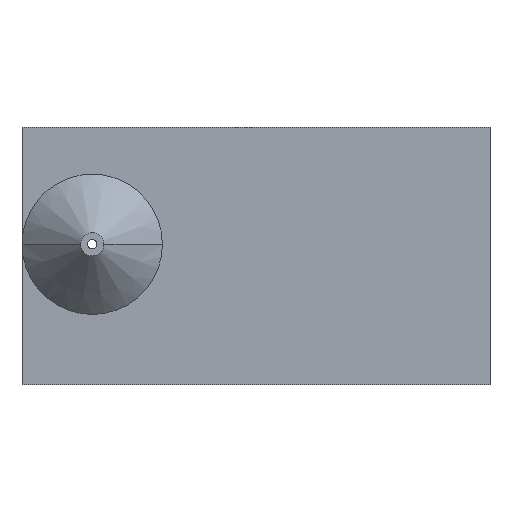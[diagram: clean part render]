
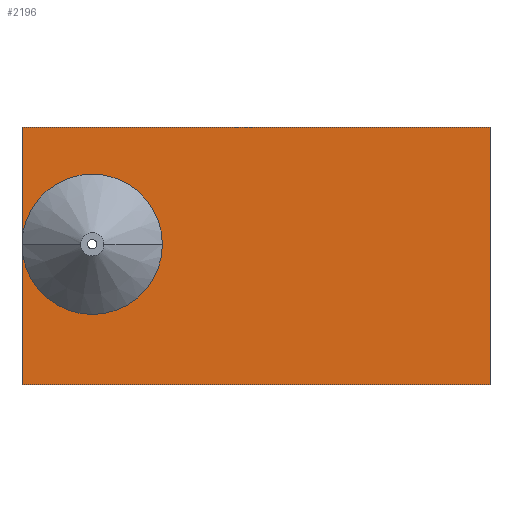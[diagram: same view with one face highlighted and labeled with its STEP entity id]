
A CAD part, front view. The second image highlights one B-rep face of the part: STEP entity #2196.
In plain terms, the highlighted planar face has unit normal (0, -1, 0).
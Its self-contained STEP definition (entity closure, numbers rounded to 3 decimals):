
#1031 = PLANE('',#1032);
#1032 = AXIS2_PLACEMENT_3D('',#1033,#1034,#1035);
#1033 = CARTESIAN_POINT('',(17.,5.,5.));
#1034 = DIRECTION('',(-1.,0.,0.));
#1035 = DIRECTION('',(0.,0.,1.));
#1816 = CYLINDRICAL_SURFACE('',#1817,3.);
#1817 = AXIS2_PLACEMENT_3D('',#1818,#1819,#1820);
#1818 = CARTESIAN_POINT('',(0.,0.,0.));
#1819 = DIRECTION('',(0.,1.,-0.));
#1820 = DIRECTION('',(-1.,0.,0.));
#1851 = VERTEX_POINT('',#1852);
#1852 = CARTESIAN_POINT('',(3.,0.,0.));
#1865 = CYLINDRICAL_SURFACE('',#1866,3.);
#1866 = AXIS2_PLACEMENT_3D('',#1867,#1868,#1869);
#1867 = CARTESIAN_POINT('',(0.,0.,0.));
#1868 = DIRECTION('',(0.,1.,-0.));
#1869 = DIRECTION('',(-1.,0.,0.));
#1876 = EDGE_CURVE('',#1877,#1851,#1879,.T.);
#1877 = VERTEX_POINT('',#1878);
#1878 = CARTESIAN_POINT('',(-3.,0.,0.));
#1879 = SURFACE_CURVE('',#1880,(#1885,#1891),.PCURVE_S1.);
#1880 = CIRCLE('',#1881,3.);
#1881 = AXIS2_PLACEMENT_3D('',#1882,#1883,#1884);
#1882 = CARTESIAN_POINT('',(0.,0.,0.));
#1883 = DIRECTION('',(0.,1.,0.));
#1884 = DIRECTION('',(-1.,0.,0.));
#1885 = PCURVE('',#1816,#1886);
#1886 = DEFINITIONAL_REPRESENTATION('',(#1887),#1890);
#1887 = B_SPLINE_CURVE_WITH_KNOTS('',1,(#1888,#1889),.UNSPECIFIED.,.F.,
  .F.,(2,2),(0.,3.142),.PIECEWISE_BEZIER_KNOTS.);
#1888 = CARTESIAN_POINT('',(0.,0.));
#1889 = CARTESIAN_POINT('',(3.142,0.));
#1890 = ( GEOMETRIC_REPRESENTATION_CONTEXT(2) 
PARAMETRIC_REPRESENTATION_CONTEXT() REPRESENTATION_CONTEXT('2D SPACE',''
  ) );
#1891 = PCURVE('',#1892,#1897);
#1892 = PLANE('',#1893);
#1893 = AXIS2_PLACEMENT_3D('',#1894,#1895,#1896);
#1894 = CARTESIAN_POINT('',(17.,0.,-6.));
#1895 = DIRECTION('',(0.,-1.,0.));
#1896 = DIRECTION('',(0.,-0.,-1.));
#1897 = DEFINITIONAL_REPRESENTATION('',(#1898),#1906);
#1898 = ( BOUNDED_CURVE() B_SPLINE_CURVE(2,(#1899,#1900,#1901,#1902,
#1903,#1904,#1905),.UNSPECIFIED.,.T.,.F.) B_SPLINE_CURVE_WITH_KNOTS((1,2
    ,2,2,2,1),(-2.094,0.,2.094,4.189,
6.283,8.378),.UNSPECIFIED.) CURVE() 
GEOMETRIC_REPRESENTATION_ITEM() RATIONAL_B_SPLINE_CURVE((1.,0.5,1.,0.5,
1.,0.5,1.)) REPRESENTATION_ITEM('') );
#1899 = CARTESIAN_POINT('',(-6.,-20.));
#1900 = CARTESIAN_POINT('',(-11.196,-20.));
#1901 = CARTESIAN_POINT('',(-8.598,-15.5));
#1902 = CARTESIAN_POINT('',(-6.,-11.));
#1903 = CARTESIAN_POINT('',(-3.402,-15.5));
#1904 = CARTESIAN_POINT('',(-0.804,-20.));
#1905 = CARTESIAN_POINT('',(-6.,-20.));
#1906 = ( GEOMETRIC_REPRESENTATION_CONTEXT(2) 
PARAMETRIC_REPRESENTATION_CONTEXT() REPRESENTATION_CONTEXT('2D SPACE',''
  ) );
#1909 = VERTEX_POINT('',#1910);
#1910 = CARTESIAN_POINT('',(-3.,0.,0.));
#2080 = PLANE('',#2081);
#2081 = AXIS2_PLACEMENT_3D('',#2082,#2083,#2084);
#2082 = CARTESIAN_POINT('',(-3.,5.,5.));
#2083 = DIRECTION('',(1.,-0.,0.));
#2084 = DIRECTION('',(0.,0.,-1.));
#2108 = PLANE('',#2109);
#2109 = AXIS2_PLACEMENT_3D('',#2110,#2111,#2112);
#2110 = CARTESIAN_POINT('',(-3.,5.,5.));
#2111 = DIRECTION('',(0.,0.,-1.));
#2112 = DIRECTION('',(-1.,0.,0.));
#2157 = PLANE('',#2158);
#2158 = AXIS2_PLACEMENT_3D('',#2159,#2160,#2161);
#2159 = CARTESIAN_POINT('',(-3.,5.,-6.));
#2160 = DIRECTION('',(0.,0.,1.));
#2161 = DIRECTION('',(1.,0.,-0.));
#2196 = ADVANCED_FACE('',(#2197,#2312),#1892,.T.);
#2197 = FACE_BOUND('',#2198,.T.);
#2198 = EDGE_LOOP('',(#2199,#2222,#2245,#2268,#2291));
#2199 = ORIENTED_EDGE('',*,*,#2200,.F.);
#2200 = EDGE_CURVE('',#1909,#2201,#2203,.T.);
#2201 = VERTEX_POINT('',#2202);
#2202 = CARTESIAN_POINT('',(-3.,0.,5.));
#2203 = SURFACE_CURVE('',#2204,(#2208,#2215),.PCURVE_S1.);
#2204 = LINE('',#2205,#2206);
#2205 = CARTESIAN_POINT('',(-3.,0.,5.));
#2206 = VECTOR('',#2207,1.);
#2207 = DIRECTION('',(0.,-0.,1.));
#2208 = PCURVE('',#1892,#2209);
#2209 = DEFINITIONAL_REPRESENTATION('',(#2210),#2214);
#2210 = LINE('',#2211,#2212);
#2211 = CARTESIAN_POINT('',(-11.,-20.));
#2212 = VECTOR('',#2213,1.);
#2213 = DIRECTION('',(-1.,0.));
#2214 = ( GEOMETRIC_REPRESENTATION_CONTEXT(2) 
PARAMETRIC_REPRESENTATION_CONTEXT() REPRESENTATION_CONTEXT('2D SPACE',''
  ) );
#2215 = PCURVE('',#2080,#2216);
#2216 = DEFINITIONAL_REPRESENTATION('',(#2217),#2221);
#2217 = LINE('',#2218,#2219);
#2218 = CARTESIAN_POINT('',(0.,-5.));
#2219 = VECTOR('',#2220,1.);
#2220 = DIRECTION('',(-1.,0.));
#2221 = ( GEOMETRIC_REPRESENTATION_CONTEXT(2) 
PARAMETRIC_REPRESENTATION_CONTEXT() REPRESENTATION_CONTEXT('2D SPACE',''
  ) );
#2222 = ORIENTED_EDGE('',*,*,#2223,.F.);
#2223 = EDGE_CURVE('',#2224,#1909,#2226,.T.);
#2224 = VERTEX_POINT('',#2225);
#2225 = CARTESIAN_POINT('',(-3.,0.,-6.));
#2226 = SURFACE_CURVE('',#2227,(#2231,#2238),.PCURVE_S1.);
#2227 = LINE('',#2228,#2229);
#2228 = CARTESIAN_POINT('',(-3.,0.,5.));
#2229 = VECTOR('',#2230,1.);
#2230 = DIRECTION('',(0.,-0.,1.));
#2231 = PCURVE('',#1892,#2232);
#2232 = DEFINITIONAL_REPRESENTATION('',(#2233),#2237);
#2233 = LINE('',#2234,#2235);
#2234 = CARTESIAN_POINT('',(-11.,-20.));
#2235 = VECTOR('',#2236,1.);
#2236 = DIRECTION('',(-1.,0.));
#2237 = ( GEOMETRIC_REPRESENTATION_CONTEXT(2) 
PARAMETRIC_REPRESENTATION_CONTEXT() REPRESENTATION_CONTEXT('2D SPACE',''
  ) );
#2238 = PCURVE('',#2080,#2239);
#2239 = DEFINITIONAL_REPRESENTATION('',(#2240),#2244);
#2240 = LINE('',#2241,#2242);
#2241 = CARTESIAN_POINT('',(0.,-5.));
#2242 = VECTOR('',#2243,1.);
#2243 = DIRECTION('',(-1.,0.));
#2244 = ( GEOMETRIC_REPRESENTATION_CONTEXT(2) 
PARAMETRIC_REPRESENTATION_CONTEXT() REPRESENTATION_CONTEXT('2D SPACE',''
  ) );
#2245 = ORIENTED_EDGE('',*,*,#2246,.F.);
#2246 = EDGE_CURVE('',#2247,#2224,#2249,.T.);
#2247 = VERTEX_POINT('',#2248);
#2248 = CARTESIAN_POINT('',(17.,0.,-6.));
#2249 = SURFACE_CURVE('',#2250,(#2254,#2261),.PCURVE_S1.);
#2250 = LINE('',#2251,#2252);
#2251 = CARTESIAN_POINT('',(-3.,0.,-6.));
#2252 = VECTOR('',#2253,1.);
#2253 = DIRECTION('',(-1.,-0.,-0.));
#2254 = PCURVE('',#1892,#2255);
#2255 = DEFINITIONAL_REPRESENTATION('',(#2256),#2260);
#2256 = LINE('',#2257,#2258);
#2257 = CARTESIAN_POINT('',(-0.,-20.));
#2258 = VECTOR('',#2259,1.);
#2259 = DIRECTION('',(0.,-1.));
#2260 = ( GEOMETRIC_REPRESENTATION_CONTEXT(2) 
PARAMETRIC_REPRESENTATION_CONTEXT() REPRESENTATION_CONTEXT('2D SPACE',''
  ) );
#2261 = PCURVE('',#2157,#2262);
#2262 = DEFINITIONAL_REPRESENTATION('',(#2263),#2267);
#2263 = LINE('',#2264,#2265);
#2264 = CARTESIAN_POINT('',(0.,-5.));
#2265 = VECTOR('',#2266,1.);
#2266 = DIRECTION('',(-1.,0.));
#2267 = ( GEOMETRIC_REPRESENTATION_CONTEXT(2) 
PARAMETRIC_REPRESENTATION_CONTEXT() REPRESENTATION_CONTEXT('2D SPACE',''
  ) );
#2268 = ORIENTED_EDGE('',*,*,#2269,.F.);
#2269 = EDGE_CURVE('',#2270,#2247,#2272,.T.);
#2270 = VERTEX_POINT('',#2271);
#2271 = CARTESIAN_POINT('',(17.,0.,5.));
#2272 = SURFACE_CURVE('',#2273,(#2277,#2284),.PCURVE_S1.);
#2273 = LINE('',#2274,#2275);
#2274 = CARTESIAN_POINT('',(17.,0.,5.));
#2275 = VECTOR('',#2276,1.);
#2276 = DIRECTION('',(0.,0.,-1.));
#2277 = PCURVE('',#1892,#2278);
#2278 = DEFINITIONAL_REPRESENTATION('',(#2279),#2283);
#2279 = LINE('',#2280,#2281);
#2280 = CARTESIAN_POINT('',(-11.,0.));
#2281 = VECTOR('',#2282,1.);
#2282 = DIRECTION('',(1.,0.));
#2283 = ( GEOMETRIC_REPRESENTATION_CONTEXT(2) 
PARAMETRIC_REPRESENTATION_CONTEXT() REPRESENTATION_CONTEXT('2D SPACE',''
  ) );
#2284 = PCURVE('',#1031,#2285);
#2285 = DEFINITIONAL_REPRESENTATION('',(#2286),#2290);
#2286 = LINE('',#2287,#2288);
#2287 = CARTESIAN_POINT('',(0.,-5.));
#2288 = VECTOR('',#2289,1.);
#2289 = DIRECTION('',(-1.,0.));
#2290 = ( GEOMETRIC_REPRESENTATION_CONTEXT(2) 
PARAMETRIC_REPRESENTATION_CONTEXT() REPRESENTATION_CONTEXT('2D SPACE',''
  ) );
#2291 = ORIENTED_EDGE('',*,*,#2292,.F.);
#2292 = EDGE_CURVE('',#2201,#2270,#2293,.T.);
#2293 = SURFACE_CURVE('',#2294,(#2298,#2305),.PCURVE_S1.);
#2294 = LINE('',#2295,#2296);
#2295 = CARTESIAN_POINT('',(-3.,0.,5.));
#2296 = VECTOR('',#2297,1.);
#2297 = DIRECTION('',(1.,0.,0.));
#2298 = PCURVE('',#1892,#2299);
#2299 = DEFINITIONAL_REPRESENTATION('',(#2300),#2304);
#2300 = LINE('',#2301,#2302);
#2301 = CARTESIAN_POINT('',(-11.,-20.));
#2302 = VECTOR('',#2303,1.);
#2303 = DIRECTION('',(0.,1.));
#2304 = ( GEOMETRIC_REPRESENTATION_CONTEXT(2) 
PARAMETRIC_REPRESENTATION_CONTEXT() REPRESENTATION_CONTEXT('2D SPACE',''
  ) );
#2305 = PCURVE('',#2108,#2306);
#2306 = DEFINITIONAL_REPRESENTATION('',(#2307),#2311);
#2307 = LINE('',#2308,#2309);
#2308 = CARTESIAN_POINT('',(-0.,-5.));
#2309 = VECTOR('',#2310,1.);
#2310 = DIRECTION('',(-1.,0.));
#2311 = ( GEOMETRIC_REPRESENTATION_CONTEXT(2) 
PARAMETRIC_REPRESENTATION_CONTEXT() REPRESENTATION_CONTEXT('2D SPACE',''
  ) );
#2312 = FACE_BOUND('',#2313,.T.);
#2313 = EDGE_LOOP('',(#2314,#2315));
#2314 = ORIENTED_EDGE('',*,*,#1876,.T.);
#2315 = ORIENTED_EDGE('',*,*,#2316,.T.);
#2316 = EDGE_CURVE('',#1851,#1877,#2317,.T.);
#2317 = SURFACE_CURVE('',#2318,(#2323,#2334),.PCURVE_S1.);
#2318 = CIRCLE('',#2319,3.);
#2319 = AXIS2_PLACEMENT_3D('',#2320,#2321,#2322);
#2320 = CARTESIAN_POINT('',(0.,0.,0.));
#2321 = DIRECTION('',(0.,1.,0.));
#2322 = DIRECTION('',(-1.,0.,0.));
#2323 = PCURVE('',#1892,#2324);
#2324 = DEFINITIONAL_REPRESENTATION('',(#2325),#2333);
#2325 = ( BOUNDED_CURVE() B_SPLINE_CURVE(2,(#2326,#2327,#2328,#2329,
#2330,#2331,#2332),.UNSPECIFIED.,.T.,.F.) B_SPLINE_CURVE_WITH_KNOTS((1,2
    ,2,2,2,1),(-2.094,0.,2.094,4.189,
6.283,8.378),.UNSPECIFIED.) CURVE() 
GEOMETRIC_REPRESENTATION_ITEM() RATIONAL_B_SPLINE_CURVE((1.,0.5,1.,0.5,
1.,0.5,1.)) REPRESENTATION_ITEM('') );
#2326 = CARTESIAN_POINT('',(-6.,-20.));
#2327 = CARTESIAN_POINT('',(-11.196,-20.));
#2328 = CARTESIAN_POINT('',(-8.598,-15.5));
#2329 = CARTESIAN_POINT('',(-6.,-11.));
#2330 = CARTESIAN_POINT('',(-3.402,-15.5));
#2331 = CARTESIAN_POINT('',(-0.804,-20.));
#2332 = CARTESIAN_POINT('',(-6.,-20.));
#2333 = ( GEOMETRIC_REPRESENTATION_CONTEXT(2) 
PARAMETRIC_REPRESENTATION_CONTEXT() REPRESENTATION_CONTEXT('2D SPACE',''
  ) );
#2334 = PCURVE('',#1865,#2335);
#2335 = DEFINITIONAL_REPRESENTATION('',(#2336),#2339);
#2336 = B_SPLINE_CURVE_WITH_KNOTS('',1,(#2337,#2338),.UNSPECIFIED.,.F.,
  .F.,(2,2),(3.142,6.283),.PIECEWISE_BEZIER_KNOTS.);
#2337 = CARTESIAN_POINT('',(3.142,0.));
#2338 = CARTESIAN_POINT('',(6.283,0.));
#2339 = ( GEOMETRIC_REPRESENTATION_CONTEXT(2) 
PARAMETRIC_REPRESENTATION_CONTEXT() REPRESENTATION_CONTEXT('2D SPACE',''
  ) );
